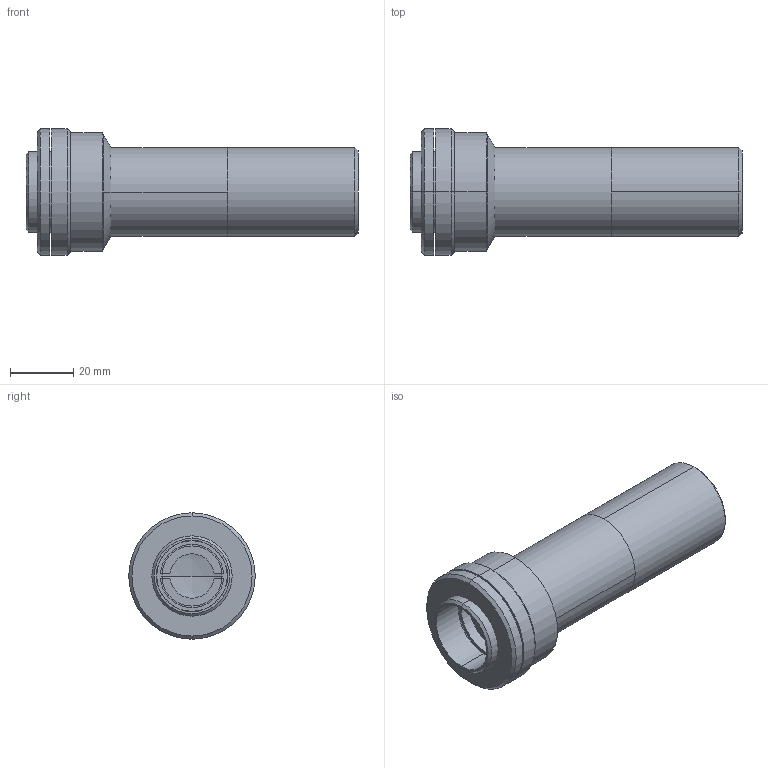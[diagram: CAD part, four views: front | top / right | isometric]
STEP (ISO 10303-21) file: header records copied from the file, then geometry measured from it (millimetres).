
FILE_DESCRIPTION (( 'STEP AP214' ), '1' );
FILE_NAME ('TC2304.STEP', '2013-04-18T15:17:55', ( 'Work' ), ( '' ), 'SwSTEP 2.0', 'SolidWorks 2013', '' );
FILE_SCHEMA (( 'AUTOMOTIVE_DESIGN' ));
Length unit declared in the file: millimetre
Products named in the file (1): TC2304
Bounding box: 104.99 x 40 x 40 mm (x, y, z)
Surface area: 17930.3 mm2 (no closed solid volume)
Topology: 0 solids, 10 shells, 60 faces, 158 edges, 113 vertices
Faces by surface type: cylinder 24, plane 22, cone 12, sphere 2
Entity records: 2594 total; most frequent: DIRECTION 382, CARTESIAN_POINT 332, ORIENTED_EDGE 260, AXIS2_PLACEMENT_3D 163, EDGE_CURVE 158, VERTEX_POINT 113, CIRCLE 102, EDGE_LOOP 78
